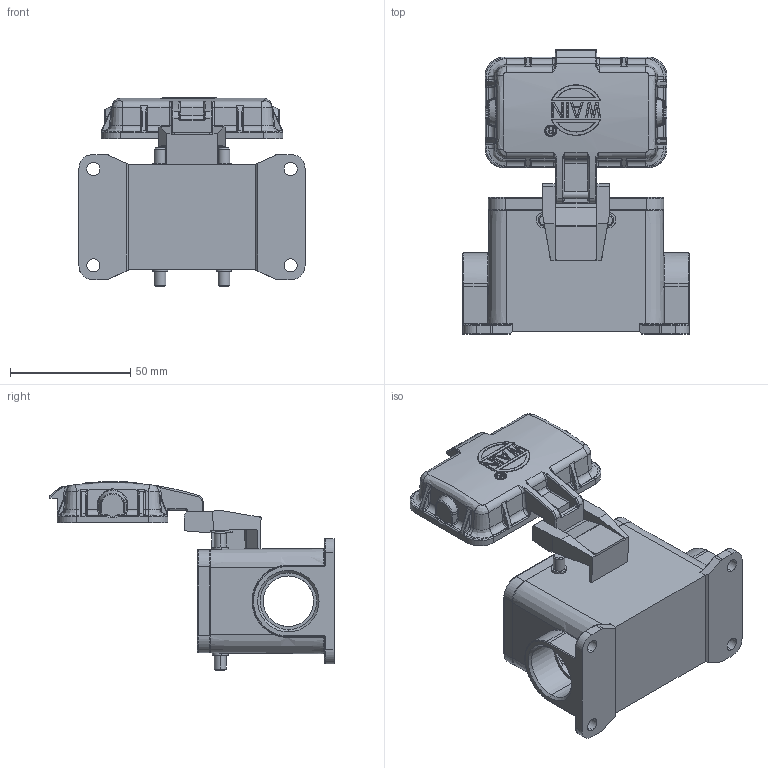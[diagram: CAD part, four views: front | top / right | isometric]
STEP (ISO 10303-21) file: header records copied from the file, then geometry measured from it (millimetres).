
FILE_DESCRIPTION (( 'STEP AP203' ), '1' );
FILE_NAME ('H10B-SF-4B-MCV-2M25.STP', '2017-07-20T11:43:03', ( '微软用户' ), ( '微软中国' ), 'SwSTEP 2.0', 'SolidWorks 2012', '' );
FILE_SCHEMA (( 'CONFIG_CONTROL_DESIGN' ));
Length unit declared in the file: millimetre
Products named in the file (1): H10B-SF-4B-MCV-2M25
Bounding box: 94 x 118.07 x 78.45 mm (x, y, z)
Volume: 93596.6 mm3; surface area: 54148.6 mm2
Topology: 1 solids, 1 shells, 1249 faces, 3073 edges, 1846 vertices
Faces by surface type: cylinder 432, bspline 413, plane 352, cone 40, torus 12
Entity records: 53993 total; most frequent: CARTESIAN_POINT 28408, ORIENTED_EDGE 6118, DIRECTION 4199, EDGE_CURVE 3059, VERTEX_POINT 1846, AXIS2_PLACEMENT_3D 1505, EDGE_LOOP 1303, ADVANCED_FACE 1249
